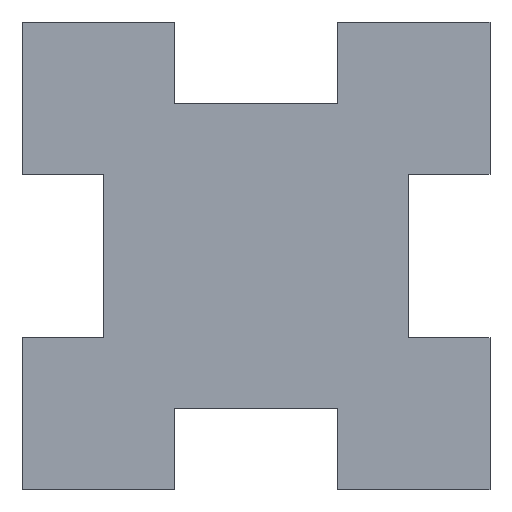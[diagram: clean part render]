
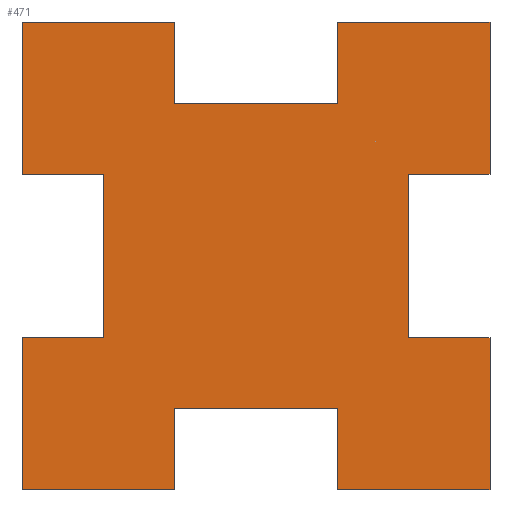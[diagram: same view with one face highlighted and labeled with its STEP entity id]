
A CAD part, front view. The second image highlights one B-rep face of the part: STEP entity #471.
In plain terms, the highlighted planar face has unit normal (0, -1, 0).
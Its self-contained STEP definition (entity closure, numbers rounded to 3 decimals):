
#42=PLANE('',#512);
#66=FACE_OUTER_BOUND('',#91,.T.);
#91=EDGE_LOOP('',(#427,#428,#429,#430,#431,#432,#433,#434,#435,#436,#437,
#438,#439,#440,#441,#442,#443,#444,#445,#446));
#93=LINE('',#645,#154);
#97=LINE('',#653,#158);
#100=LINE('',#659,#161);
#103=LINE('',#665,#164);
#106=LINE('',#671,#167);
#109=LINE('',#677,#170);
#112=LINE('',#683,#173);
#115=LINE('',#689,#176);
#118=LINE('',#695,#179);
#121=LINE('',#701,#182);
#124=LINE('',#707,#185);
#127=LINE('',#713,#188);
#130=LINE('',#719,#191);
#133=LINE('',#725,#194);
#136=LINE('',#731,#197);
#139=LINE('',#737,#200);
#142=LINE('',#743,#203);
#145=LINE('',#749,#206);
#148=LINE('',#755,#209);
#151=LINE('',#760,#212);
#154=VECTOR('',#529,10.);
#158=VECTOR('',#535,10.);
#161=VECTOR('',#540,10.);
#164=VECTOR('',#545,10.);
#167=VECTOR('',#550,10.);
#170=VECTOR('',#555,10.);
#173=VECTOR('',#560,10.);
#176=VECTOR('',#565,10.);
#179=VECTOR('',#570,10.);
#182=VECTOR('',#575,10.);
#185=VECTOR('',#580,10.);
#188=VECTOR('',#585,10.);
#191=VECTOR('',#590,10.);
#194=VECTOR('',#595,10.);
#197=VECTOR('',#600,10.);
#200=VECTOR('',#605,10.);
#203=VECTOR('',#610,10.);
#206=VECTOR('',#615,10.);
#209=VECTOR('',#620,10.);
#212=VECTOR('',#625,10.);
#218=VERTEX_POINT('',#643);
#219=VERTEX_POINT('',#644);
#222=VERTEX_POINT('',#652);
#224=VERTEX_POINT('',#658);
#226=VERTEX_POINT('',#664);
#228=VERTEX_POINT('',#670);
#230=VERTEX_POINT('',#676);
#232=VERTEX_POINT('',#682);
#234=VERTEX_POINT('',#688);
#236=VERTEX_POINT('',#694);
#238=VERTEX_POINT('',#700);
#240=VERTEX_POINT('',#706);
#242=VERTEX_POINT('',#712);
#244=VERTEX_POINT('',#718);
#246=VERTEX_POINT('',#724);
#248=VERTEX_POINT('',#730);
#250=VERTEX_POINT('',#736);
#252=VERTEX_POINT('',#742);
#254=VERTEX_POINT('',#748);
#256=VERTEX_POINT('',#754);
#261=EDGE_CURVE('',#218,#219,#93,.T.);
#265=EDGE_CURVE('',#219,#222,#97,.T.);
#268=EDGE_CURVE('',#222,#224,#100,.T.);
#271=EDGE_CURVE('',#226,#224,#103,.T.);
#274=EDGE_CURVE('',#228,#226,#106,.T.);
#277=EDGE_CURVE('',#228,#230,#109,.T.);
#280=EDGE_CURVE('',#230,#232,#112,.T.);
#283=EDGE_CURVE('',#232,#234,#115,.T.);
#286=EDGE_CURVE('',#236,#234,#118,.T.);
#289=EDGE_CURVE('',#238,#236,#121,.T.);
#292=EDGE_CURVE('',#238,#240,#124,.T.);
#295=EDGE_CURVE('',#240,#242,#127,.T.);
#298=EDGE_CURVE('',#242,#244,#130,.T.);
#301=EDGE_CURVE('',#246,#244,#133,.T.);
#304=EDGE_CURVE('',#248,#246,#136,.T.);
#307=EDGE_CURVE('',#248,#250,#139,.T.);
#310=EDGE_CURVE('',#250,#252,#142,.T.);
#313=EDGE_CURVE('',#252,#254,#145,.T.);
#316=EDGE_CURVE('',#256,#254,#148,.T.);
#319=EDGE_CURVE('',#218,#256,#151,.T.);
#427=ORIENTED_EDGE('',*,*,#319,.F.);
#428=ORIENTED_EDGE('',*,*,#261,.T.);
#429=ORIENTED_EDGE('',*,*,#265,.T.);
#430=ORIENTED_EDGE('',*,*,#268,.T.);
#431=ORIENTED_EDGE('',*,*,#271,.F.);
#432=ORIENTED_EDGE('',*,*,#274,.F.);
#433=ORIENTED_EDGE('',*,*,#277,.T.);
#434=ORIENTED_EDGE('',*,*,#280,.T.);
#435=ORIENTED_EDGE('',*,*,#283,.T.);
#436=ORIENTED_EDGE('',*,*,#286,.F.);
#437=ORIENTED_EDGE('',*,*,#289,.F.);
#438=ORIENTED_EDGE('',*,*,#292,.T.);
#439=ORIENTED_EDGE('',*,*,#295,.T.);
#440=ORIENTED_EDGE('',*,*,#298,.T.);
#441=ORIENTED_EDGE('',*,*,#301,.F.);
#442=ORIENTED_EDGE('',*,*,#304,.F.);
#443=ORIENTED_EDGE('',*,*,#307,.T.);
#444=ORIENTED_EDGE('',*,*,#310,.T.);
#445=ORIENTED_EDGE('',*,*,#313,.T.);
#446=ORIENTED_EDGE('',*,*,#316,.F.);
#471=ADVANCED_FACE('',(#66),#42,.F.);
#512=AXIS2_PLACEMENT_3D('',#763,#629,#630);
#529=DIRECTION('',(0.,0.,-1.));
#535=DIRECTION('',(-1.,0.,0.));
#540=DIRECTION('',(0.,0.,1.));
#545=DIRECTION('',(1.,0.,0.));
#550=DIRECTION('',(0.,0.,1.));
#555=DIRECTION('',(1.,0.,0.));
#560=DIRECTION('',(0.,0.,-1.));
#565=DIRECTION('',(-1.,0.,0.));
#570=DIRECTION('',(0.,0.,1.));
#575=DIRECTION('',(-1.,0.,0.));
#580=DIRECTION('',(0.,0.,1.));
#585=DIRECTION('',(1.,0.,0.));
#590=DIRECTION('',(0.,0.,-1.));
#595=DIRECTION('',(-1.,0.,0.));
#600=DIRECTION('',(0.,0.,-1.));
#605=DIRECTION('',(-1.,0.,0.));
#610=DIRECTION('',(0.,0.,1.));
#615=DIRECTION('',(1.,0.,0.));
#620=DIRECTION('',(0.,0.,-1.));
#625=DIRECTION('',(1.,0.,0.));
#629=DIRECTION('center_axis',(0.,1.,0.));
#630=DIRECTION('ref_axis',(-1.,0.,0.));
#643=CARTESIAN_POINT('',(-41.5,1.6,15.));
#644=CARTESIAN_POINT('',(-41.5,1.6,11.5));
#645=CARTESIAN_POINT('',(-41.5,1.6,18.5));
#652=CARTESIAN_POINT('',(-48.5,1.6,11.5));
#653=CARTESIAN_POINT('',(-41.5,1.6,11.5));
#658=CARTESIAN_POINT('',(-48.5,1.6,15.));
#659=CARTESIAN_POINT('',(-48.5,1.6,11.5));
#664=CARTESIAN_POINT('',(-55.,1.6,15.));
#665=CARTESIAN_POINT('',(-55.,1.6,15.));
#670=CARTESIAN_POINT('',(-55.,1.6,8.5));
#671=CARTESIAN_POINT('',(-55.,1.6,-5.));
#676=CARTESIAN_POINT('',(-51.5,1.6,8.5));
#677=CARTESIAN_POINT('',(-58.5,1.6,8.5));
#682=CARTESIAN_POINT('',(-51.5,1.6,1.5));
#683=CARTESIAN_POINT('',(-51.5,1.6,8.5));
#688=CARTESIAN_POINT('',(-55.,1.6,1.5));
#689=CARTESIAN_POINT('',(-51.5,1.6,1.5));
#694=CARTESIAN_POINT('',(-55.,1.6,-5.));
#695=CARTESIAN_POINT('',(-55.,1.6,-5.));
#700=CARTESIAN_POINT('',(-48.5,1.6,-5.));
#701=CARTESIAN_POINT('',(-35.,1.6,-5.));
#706=CARTESIAN_POINT('',(-48.5,1.6,-1.5));
#707=CARTESIAN_POINT('',(-48.5,1.6,-8.5));
#712=CARTESIAN_POINT('',(-41.5,1.6,-1.5));
#713=CARTESIAN_POINT('',(-48.5,1.6,-1.5));
#718=CARTESIAN_POINT('',(-41.5,1.6,-5.));
#719=CARTESIAN_POINT('',(-41.5,1.6,-1.5));
#724=CARTESIAN_POINT('',(-35.,1.6,-5.));
#725=CARTESIAN_POINT('',(-35.,1.6,-5.));
#730=CARTESIAN_POINT('',(-35.,1.6,1.5));
#731=CARTESIAN_POINT('',(-35.,1.6,15.));
#736=CARTESIAN_POINT('',(-38.5,1.6,1.5));
#737=CARTESIAN_POINT('',(-31.5,1.6,1.5));
#742=CARTESIAN_POINT('',(-38.5,1.6,8.5));
#743=CARTESIAN_POINT('',(-38.5,1.6,1.5));
#748=CARTESIAN_POINT('',(-35.,1.6,8.5));
#749=CARTESIAN_POINT('',(-38.5,1.6,8.5));
#754=CARTESIAN_POINT('',(-35.,1.6,15.));
#755=CARTESIAN_POINT('',(-35.,1.6,15.));
#760=CARTESIAN_POINT('',(-55.,1.6,15.));
#763=CARTESIAN_POINT('Origin',(-45.,1.6,5.));
